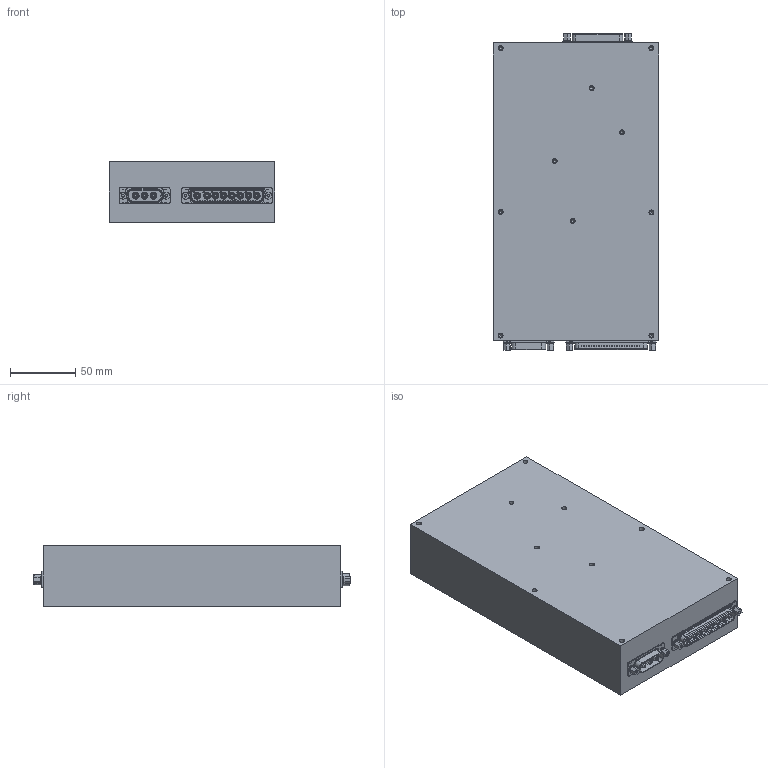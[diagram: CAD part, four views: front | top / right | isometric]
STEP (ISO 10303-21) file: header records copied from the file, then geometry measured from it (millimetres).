
FILE_DESCRIPTION(/* description */ ('Unknown'),/* implementation_level */ '2;1');
FILE_NAME(/* name */ 'M7242001',/* time_stamp */ '2020-05-06T13:09:53-04:00',/* author */ ('Unknown'),/* organization */ ('Unknown'),/* preprocessor_version */ 'ST-DEVELOPER v16.7',/* originating_system */ 'DEX',/* authorisation */ $);
FILE_SCHEMA (('CONFIG_CONTROL_DESIGN'));
Products named in the file (9): M7242001; MAIN BODY; CBD3W3M5500000; CBD8W8M5500000; DBMP9P4SVA197; P001-19; MS35338-134; NAS620C4
Assembly tree (13 placements, depth 3):
  M7242001
    MAIN BODY
    CBD3W3M5500000
    CBD8W8M5500000
    DBMP9P4SVA197
    P001-19  x6
      P001-19
      MS35338-134
      NAS620C4
Bounding box: 126.75 x 242.58 x 46.23 mm (x, y, z)
Volume: 1347846.9 mm3; surface area: 113377.3 mm2
Topology: 22 solids, 23 shells, 2868 faces, 7308 edges, 4745 vertices
Faces by surface type: plane 1482, cylinder 619, bspline 512, cone 151, torus 104
Full cylindrical faces by diameter (mm): 0.711 x10, 1.118 x5, 1.575 x5, 1.803 x5, 1.93 x5, 1.975 x8, 1.981 x27, 2.057 x5, 2.156 x12, 2.382 x6, 2.647 x10, 2.92 x6, 3.05 x6, 3.599 x11, 3.607 x12, 3.683 x4, 3.81 x10, 4.394 x4, 4.724 x8, 4.768 x20, 4.813 x12, 5.258 x15, 5.309 x6, 5.563 x15
Entity records: 125044 total; most frequent: CARTESIAN_POINT 43529, ORIENTED_EDGE 13208, DIRECTION 11138, EDGE_CURVE 6604, VERTEX_POINT 4481, AXIS2_PLACEMENT_3D 3758, LINE 3622, VECTOR 3622
